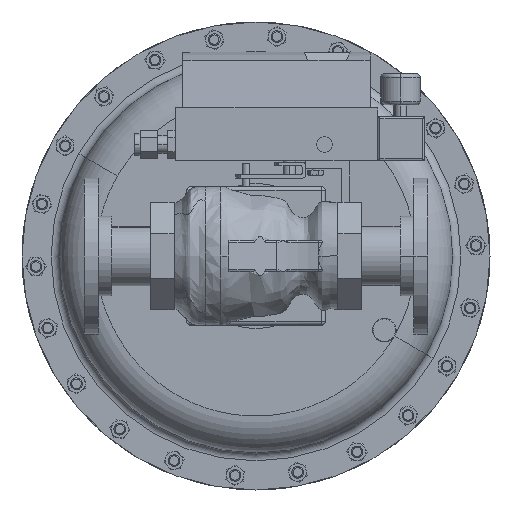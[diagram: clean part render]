
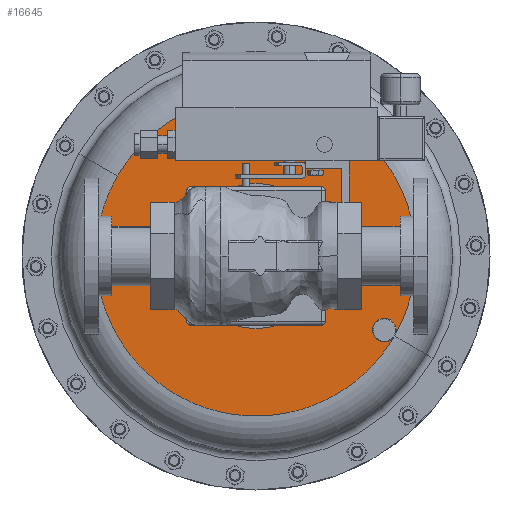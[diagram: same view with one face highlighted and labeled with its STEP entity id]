
A CAD part, front view. The second image highlights one B-rep face of the part: STEP entity #16645.
In plain terms, the highlighted planar face has unit normal (0, -1, 0).
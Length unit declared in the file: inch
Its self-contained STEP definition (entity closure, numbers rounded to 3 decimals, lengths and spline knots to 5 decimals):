
#825 = AXIS2_PLACEMENT_3D ( 'NONE', #6454, #38707, #11121 ) ;
#949 = EDGE_CURVE ( 'NONE', #48957, #26873, #33749, .T. ) ;
#1076 = EDGE_CURVE ( 'NONE', #8028, #4013, #27950, .T. ) ;
#1866 = DIRECTION ( 'NONE',  ( 0., 0., -1. ) ) ;
#2698 = CARTESIAN_POINT ( 'NONE',  ( 0., 8.918, 0. ) ) ;
#3710 = DIRECTION ( 'NONE',  ( 0., -1., 0. ) ) ;
#4013 = VERTEX_POINT ( 'NONE', #12613 ) ;
#4560 = CIRCLE ( 'NONE', #825, 5.125 ) ;
#5263 = AXIS2_PLACEMENT_3D ( 'NONE', #34657, #7062, #39313 ) ;
#5457 = ORIENTED_EDGE ( 'NONE', *, *, #29286, .F. ) ;
#6454 = CARTESIAN_POINT ( 'NONE',  ( 0., 8.918, 0. ) ) ;
#6932 = FACE_OUTER_BOUND ( 'NONE', #36933, .T. ) ;
#7062 = DIRECTION ( 'NONE',  ( 0., 1., 0. ) ) ;
#7337 = DIRECTION ( 'NONE',  ( 0.866, 0., -0.5 ) ) ;
#7844 = EDGE_CURVE ( 'NONE', #36779, #8028, #4560, .T. ) ;
#8028 = VERTEX_POINT ( 'NONE', #26911 ) ;
#8166 = PLANE ( 'NONE',  #25534 ) ;
#10621 = CIRCLE ( 'NONE', #14706, 0.375 ) ;
#11121 = DIRECTION ( 'NONE',  ( 0.866, 0., -0.5 ) ) ;
#12613 = CARTESIAN_POINT ( 'NONE',  ( 3.78886, 8.918, -2.1875 ) ) ;
#14706 = AXIS2_PLACEMENT_3D ( 'NONE', #17771, #50066, #22381 ) ;
#15367 = EDGE_CURVE ( 'NONE', #4013, #8028, #10621, .T. ) ;
#16645 = ADVANCED_FACE ( 'NONE', ( #22003, #6932 ), #8166, .T. ) ;
#17771 = CARTESIAN_POINT ( 'NONE',  ( 4.11362, 8.918, -2.375 ) ) ;
#18031 = ORIENTED_EDGE ( 'NONE', *, *, #1076, .T. ) ;
#18193 = ORIENTED_EDGE ( 'NONE', *, *, #32041, .F. ) ;
#18969 = CARTESIAN_POINT ( 'NONE',  ( 0., 8.918, 0. ) ) ;
#19159 = CARTESIAN_POINT ( 'NONE',  ( 0., 8.918, 2.325 ) ) ;
#19610 = AXIS2_PLACEMENT_3D ( 'NONE', #2698, #34935, #7337 ) ;
#22003 = FACE_BOUND ( 'NONE', #33289, .T. ) ;
#22381 = DIRECTION ( 'NONE',  ( 0.866, 0., -0.5 ) ) ;
#23271 = CIRCLE ( 'NONE', #19610, 5.125 ) ;
#23551 = DIRECTION ( 'NONE',  ( 0., 0., -1. ) ) ;
#24541 = ORIENTED_EDGE ( 'NONE', *, *, #949, .F. ) ;
#25534 = AXIS2_PLACEMENT_3D ( 'NONE', #49679, #3710, #35951 ) ;
#26783 = CARTESIAN_POINT ( 'NONE',  ( 0., 8.918, -2.325 ) ) ;
#26873 = VERTEX_POINT ( 'NONE', #26783 ) ;
#26911 = CARTESIAN_POINT ( 'NONE',  ( 4.43838, 8.918, -2.5625 ) ) ;
#27950 = CIRCLE ( 'NONE', #5263, 0.375 ) ;
#29286 = EDGE_CURVE ( 'NONE', #26873, #48957, #40746, .T. ) ;
#29438 = DIRECTION ( 'NONE',  ( 0., -1., 0. ) ) ;
#30563 = AXIS2_PLACEMENT_3D ( 'NONE', #18969, #51238, #23551 ) ;
#32041 = EDGE_CURVE ( 'NONE', #8028, #36779, #23271, .T. ) ;
#33289 = EDGE_LOOP ( 'NONE', ( #5457, #24541 ) ) ;
#33749 = CIRCLE ( 'NONE', #43524, 2.325 ) ;
#34657 = CARTESIAN_POINT ( 'NONE',  ( 4.11362, 8.918, -2.375 ) ) ;
#34935 = DIRECTION ( 'NONE',  ( 0., 1., 0. ) ) ;
#35951 = DIRECTION ( 'NONE',  ( -0.866, 0., 0.5 ) ) ;
#36779 = VERTEX_POINT ( 'NONE', #45091 ) ;
#36933 = EDGE_LOOP ( 'NONE', ( #18193, #18031, #37466, #55258 ) ) ;
#37466 = ORIENTED_EDGE ( 'NONE', *, *, #15367, .T. ) ;
#38707 = DIRECTION ( 'NONE',  ( 0., 1., 0. ) ) ;
#39313 = DIRECTION ( 'NONE',  ( 0.866, 0., -0.5 ) ) ;
#40746 = CIRCLE ( 'NONE', #30563, 2.325 ) ;
#43524 = AXIS2_PLACEMENT_3D ( 'NONE', #57081, #29438, #1866 ) ;
#45091 = CARTESIAN_POINT ( 'NONE',  ( -4.43838, 8.918, 2.5625 ) ) ;
#48957 = VERTEX_POINT ( 'NONE', #19159 ) ;
#49679 = CARTESIAN_POINT ( 'NONE',  ( -2.5625, 8.918, -4.43838 ) ) ;
#50066 = DIRECTION ( 'NONE',  ( 0., 1., 0. ) ) ;
#51238 = DIRECTION ( 'NONE',  ( 0., -1., 0. ) ) ;
#55258 = ORIENTED_EDGE ( 'NONE', *, *, #7844, .F. ) ;
#57081 = CARTESIAN_POINT ( 'NONE',  ( 0., 8.918, 0. ) ) ;
